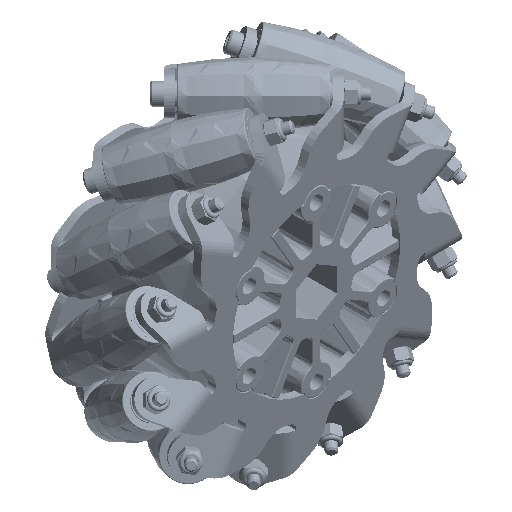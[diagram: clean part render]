
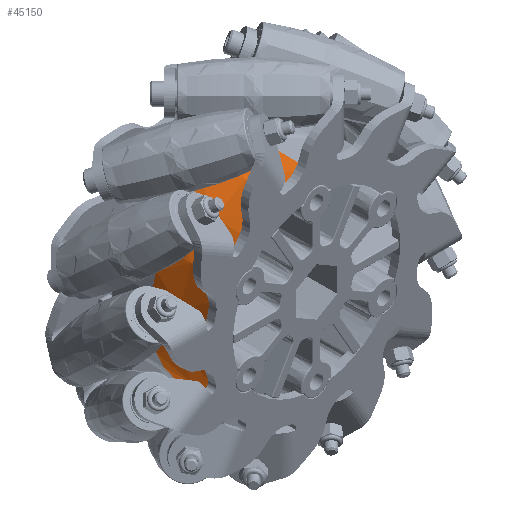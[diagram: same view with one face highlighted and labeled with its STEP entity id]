
A CAD part, isometric view. The second image highlights one B-rep face of the part: STEP entity #45150.
In plain terms, the highlighted conical face has half-angle 1 degrees and reference radius 31.75 mm.
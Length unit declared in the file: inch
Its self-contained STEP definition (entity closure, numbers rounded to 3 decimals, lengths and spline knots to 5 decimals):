
#1465 = VERTEX_POINT ( 'NONE', #47229 ) ;
#2807 = DIRECTION ( 'NONE',  ( 0., -1., 0. ) ) ;
#4296 = LINE ( 'NONE', #42800, #39930 ) ;
#6021 = CARTESIAN_POINT ( 'NONE',  ( 0., 0.00983, 0. ) ) ;
#7334 = CONICAL_SURFACE ( 'NONE', #59787, 1.25, 0.017 ) ;
#7503 = CARTESIAN_POINT ( 'NONE',  ( 0., 0.6655, 0. ) ) ;
#9021 = DIRECTION ( 'NONE',  ( 0., 1., 0. ) ) ;
#15130 = DIRECTION ( 'NONE',  ( 0., 1., 0.017 ) ) ;
#17840 = CIRCLE ( 'NONE', #25901, 1.25 ) ;
#21558 = VERTEX_POINT ( 'NONE', #22848 ) ;
#22034 = DIRECTION ( 'NONE',  ( 0., 0., -1. ) ) ;
#22634 = VECTOR ( 'NONE', #15130, 39.37008 ) ;
#22848 = CARTESIAN_POINT ( 'NONE',  ( 0., 0.6655, -1.25 ) ) ;
#24231 = EDGE_CURVE ( 'NONE', #26652, #21558, #17840, .T. ) ;
#25901 = AXIS2_PLACEMENT_3D ( 'NONE', #7503, #2807, #22034 ) ;
#26652 = VERTEX_POINT ( 'NONE', #38888 ) ;
#28247 = DIRECTION ( 'NONE',  ( 0., 0., 1. ) ) ;
#29689 = EDGE_CURVE ( 'NONE', #1465, #26652, #39108, .T. ) ;
#35442 = EDGE_LOOP ( 'NONE', ( #46194, #37655, #49118, #46888 ) ) ;
#36370 = CARTESIAN_POINT ( 'NONE',  ( 0., 0.00983, -1.23856 ) ) ;
#37655 = ORIENTED_EDGE ( 'NONE', *, *, #60212, .T. ) ;
#37715 = FACE_OUTER_BOUND ( 'NONE', #35442, .T. ) ;
#38888 = CARTESIAN_POINT ( 'NONE',  ( 0., 0.6655, 1.25 ) ) ;
#39108 = LINE ( 'NONE', #58403, #22634 ) ;
#39930 = VECTOR ( 'NONE', #47833, 39.37008 ) ;
#40404 = DIRECTION ( 'NONE',  ( 0., 0., -1. ) ) ;
#42773 = CIRCLE ( 'NONE', #59931, 1.23856 ) ;
#42800 = CARTESIAN_POINT ( 'NONE',  ( 0., 0.6655, -1.25 ) ) ;
#45150 = ADVANCED_FACE ( 'NONE', ( #37715 ), #7334, .T. ) ;
#46194 = ORIENTED_EDGE ( 'NONE', *, *, #48341, .F. ) ;
#46888 = ORIENTED_EDGE ( 'NONE', *, *, #24231, .T. ) ;
#47229 = CARTESIAN_POINT ( 'NONE',  ( 0., 0.00983, 1.23856 ) ) ;
#47833 = DIRECTION ( 'NONE',  ( 0., 1., -0.017 ) ) ;
#48341 = EDGE_CURVE ( 'NONE', #60924, #21558, #4296, .T. ) ;
#49118 = ORIENTED_EDGE ( 'NONE', *, *, #29689, .T. ) ;
#50198 = DIRECTION ( 'NONE',  ( 0., 1., 0. ) ) ;
#57342 = CARTESIAN_POINT ( 'NONE',  ( 0., 0.6655, 0. ) ) ;
#58403 = CARTESIAN_POINT ( 'NONE',  ( 0., 0.6655, 1.25 ) ) ;
#59787 = AXIS2_PLACEMENT_3D ( 'NONE', #57342, #9021, #28247 ) ;
#59931 = AXIS2_PLACEMENT_3D ( 'NONE', #6021, #50198, #40404 ) ;
#60212 = EDGE_CURVE ( 'NONE', #60924, #1465, #42773, .T. ) ;
#60924 = VERTEX_POINT ( 'NONE', #36370 ) ;
